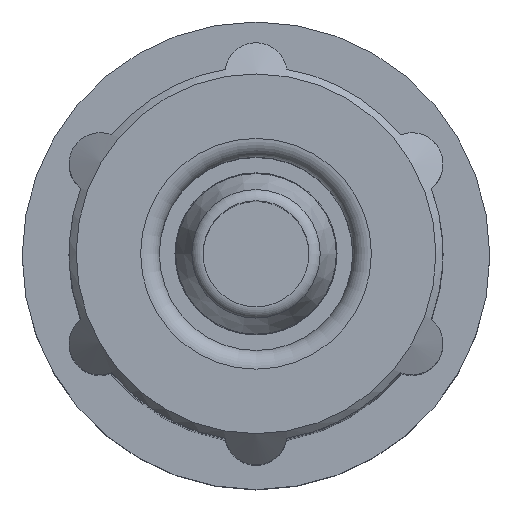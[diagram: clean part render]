
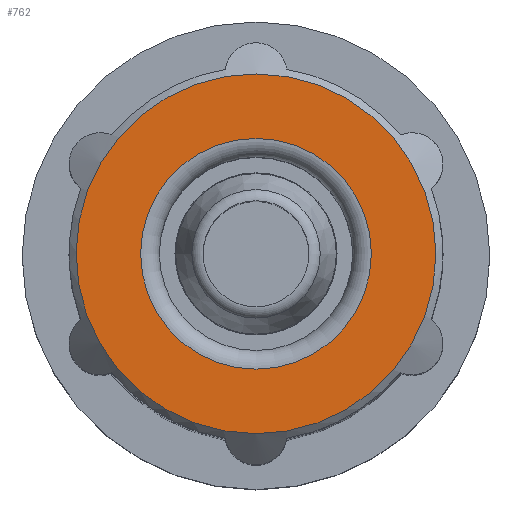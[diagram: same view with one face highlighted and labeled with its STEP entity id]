
A CAD part, top view. The second image highlights one B-rep face of the part: STEP entity #762.
In plain terms, the highlighted planar face has unit normal (0, 0, 1).
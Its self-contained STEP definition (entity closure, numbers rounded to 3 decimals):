
#111=PLANE('',#863);
#148=CIRCLE('',#862,3.7);
#149=CIRCLE('',#864,5.77);
#269=ORIENTED_EDGE('',*,*,#427,.F.);
#270=ORIENTED_EDGE('',*,*,#428,.T.);
#427=EDGE_CURVE('',#514,#514,#148,.T.);
#428=EDGE_CURVE('',#515,#515,#149,.T.);
#514=VERTEX_POINT('',#1430);
#515=VERTEX_POINT('',#1433);
#607=EDGE_LOOP('',(#269));
#608=EDGE_LOOP('',(#270));
#689=FACE_BOUND('',#607,.T.);
#690=FACE_BOUND('',#608,.T.);
#762=ADVANCED_FACE('',(#689,#690),#111,.F.);
#862=AXIS2_PLACEMENT_3D('',#1429,#1043,#1044);
#863=AXIS2_PLACEMENT_3D('',#1431,#1045,#1046);
#864=AXIS2_PLACEMENT_3D('',#1432,#1047,#1048);
#1043=DIRECTION('',(0.,0.,1.));
#1044=DIRECTION('',(1.,0.,0.));
#1045=DIRECTION('',(0.,0.,-1.));
#1046=DIRECTION('',(-1.,0.,0.));
#1047=DIRECTION('',(0.,0.,1.));
#1048=DIRECTION('',(1.,0.,0.));
#1429=CARTESIAN_POINT('',(0.,0.,-0.5));
#1430=CARTESIAN_POINT('',(3.7,0.,-0.5));
#1431=CARTESIAN_POINT('',(5.77,0.,-0.5));
#1432=CARTESIAN_POINT('',(0.,0.,-0.5));
#1433=CARTESIAN_POINT('',(5.77,0.,-0.5));
